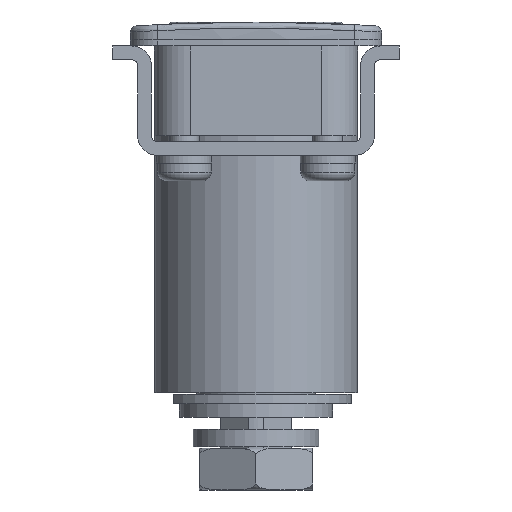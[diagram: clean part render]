
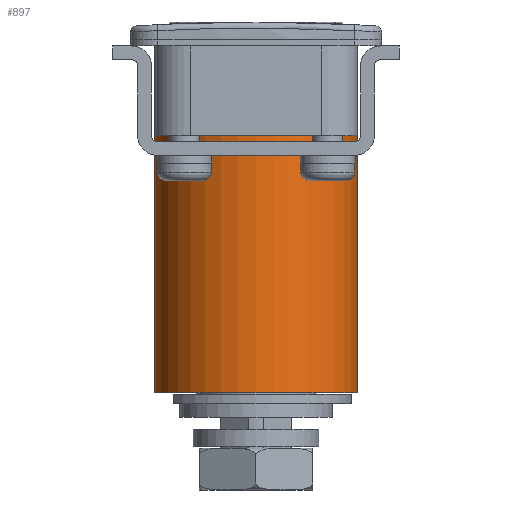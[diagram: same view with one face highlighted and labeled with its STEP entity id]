
A CAD part, front view. The second image highlights one B-rep face of the part: STEP entity #897.
In plain terms, the highlighted cylindrical face has radius 17 mm (diameter 34 mm), a partial arc.
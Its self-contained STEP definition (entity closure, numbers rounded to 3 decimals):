
#554 = EDGE_CURVE ( 'NONE', #641, #555, #5522, .T. ) ;
#555 = VERTEX_POINT ( 'NONE', #5518 ) ;
#617 = VERTEX_POINT ( 'NONE', #5621 ) ;
#619 = EDGE_CURVE ( 'NONE', #620, #617, #5651, .T. ) ;
#620 = VERTEX_POINT ( 'NONE', #5647 ) ;
#641 = VERTEX_POINT ( 'NONE', #5695 ) ;
#810 = EDGE_CURVE ( 'NONE', #617, #555, #2009, .T. ) ;
#897 = ADVANCED_FACE ( 'NONE', ( #2221 ), #2214, .T. ) ;
#898 = EDGE_LOOP ( 'NONE', ( #899, #900, #952, #953 ) ) ;
#899 = ORIENTED_EDGE ( 'NONE', *, *, #554, .F. ) ;
#900 = ORIENTED_EDGE ( 'NONE', *, *, #951, .F. ) ;
#951 = EDGE_CURVE ( 'NONE', #620, #641, #2321, .T. ) ;
#952 = ORIENTED_EDGE ( 'NONE', *, *, #619, .T. ) ;
#953 = ORIENTED_EDGE ( 'NONE', *, *, #810, .T. ) ;
#2006 = DIRECTION ( 'NONE',  ( 0., 0., -1. ) ) ;
#2007 = CARTESIAN_POINT ( 'NONE',  ( 0., 0., -16. ) ) ;
#2008 = AXIS2_PLACEMENT_3D ( 'NONE', #2007, #2006, #2070 ) ;
#2009 = CIRCLE ( 'NONE', #2008, 17. ) ;
#2070 = DIRECTION ( 'NONE',  ( -1., 0., 0. ) ) ;
#2210 = DIRECTION ( 'NONE',  ( 1., 0., 0. ) ) ;
#2211 = DIRECTION ( 'NONE',  ( 0., 0., 1. ) ) ;
#2212 = CARTESIAN_POINT ( 'NONE',  ( 0., 0., -59. ) ) ;
#2213 = AXIS2_PLACEMENT_3D ( 'NONE', #2212, #2211, #2210 ) ;
#2214 = CYLINDRICAL_SURFACE ( 'NONE', #2213, 17. ) ;
#2221 = FACE_OUTER_BOUND ( 'NONE', #898, .T. ) ;
#2317 = DIRECTION ( 'NONE',  ( -1., 0., 0. ) ) ;
#2318 = DIRECTION ( 'NONE',  ( 0., 0., -1. ) ) ;
#2319 = CARTESIAN_POINT ( 'NONE',  ( 0., 0., -59. ) ) ;
#2320 = AXIS2_PLACEMENT_3D ( 'NONE', #2319, #2318, #2317 ) ;
#2321 = CIRCLE ( 'NONE', #2320, 17. ) ;
#5518 = CARTESIAN_POINT ( 'NONE',  ( -17., 0., -16. ) ) ;
#5519 = DIRECTION ( 'NONE',  ( 0., 0., 1. ) ) ;
#5520 = VECTOR ( 'NONE', #5519, 1000. ) ;
#5521 = CARTESIAN_POINT ( 'NONE',  ( -17., 0., -59. ) ) ;
#5522 = LINE ( 'NONE', #5521, #5520 ) ;
#5621 = CARTESIAN_POINT ( 'NONE',  ( 17., 0., -16. ) ) ;
#5647 = CARTESIAN_POINT ( 'NONE',  ( 17., 0., -59. ) ) ;
#5648 = DIRECTION ( 'NONE',  ( 0., 0., 1. ) ) ;
#5649 = VECTOR ( 'NONE', #5648, 1000. ) ;
#5650 = CARTESIAN_POINT ( 'NONE',  ( 17., 0., -59. ) ) ;
#5651 = LINE ( 'NONE', #5650, #5649 ) ;
#5695 = CARTESIAN_POINT ( 'NONE',  ( -17., 0., -59. ) ) ;
